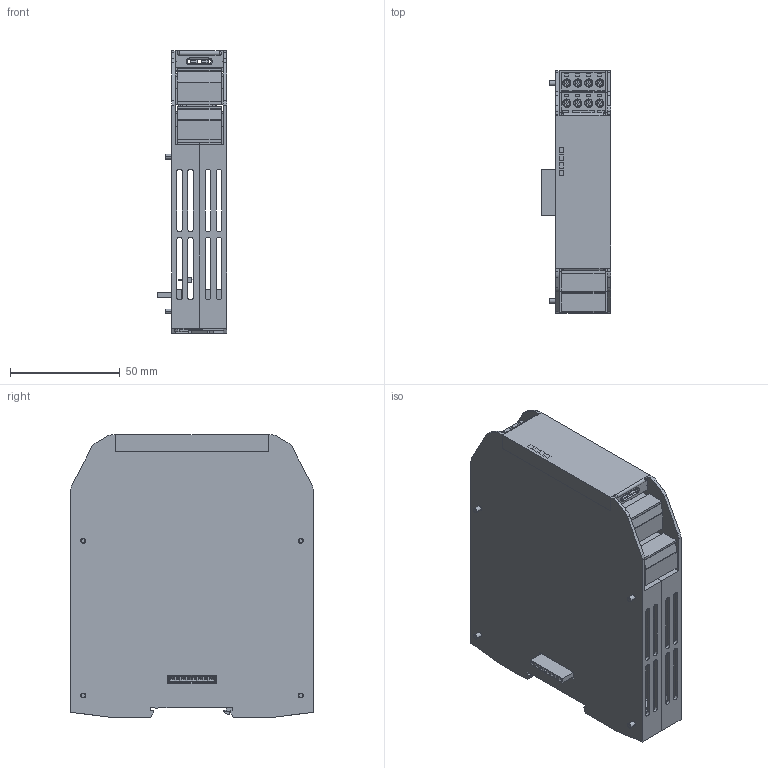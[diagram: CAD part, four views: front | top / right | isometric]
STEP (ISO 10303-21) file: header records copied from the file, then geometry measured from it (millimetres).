
FILE_DESCRIPTION((''),'2;1');
FILE_NAME('174028_ASM','2013-11-20T',('pdmadmin'),(''),'PRO/ENGINEER BY PARAMETRIC TECHNOLOGY CORPORATION, 2013230','PRO/ENGINEER BY PARAMETRIC TECHNOLOGY CORPORATION, 2013230','');
FILE_SCHEMA(('CONFIG_CONTROL_DESIGN'));
Products named in the file (33): 164387; 164388_AF0; 168072_AF0_ASM; 161789; SMDLD2; CONS8SKT_PART_1; CONS8SKT_PART_3; CONS8SKT_PART_2; CONS8SKT_ASM; MICROEDGE20_1; WIRE18; APLUS_HEADER_BODY; APLUS_HEADER_PIN_1; APLUS_HEADER_PIN_2; APLUS_HEADER_PIN_3; APLUS_HEADER_PIN_4; TB4RAL_ASM; CONASP167998_PART_1; CONASP167998_PIN; CONASP167998_PART_2; CONASP167998_ASM; 161789_SIMPLIFIED_AF0_ASM; 164403; 166216; 164397; 164392; 164397_ASM; 166235_ASM; 30393; 162812_AF0; 162812_AF1; 128142; 174028_ASM
Assembly tree (58 placements, depth 4):
  174028_ASM
    168072_AF0_ASM
      164387
      164388_AF0
    161789_SIMPLIFIED_AF0_ASM
      161789
      SMDLD2  x6
      CONS8SKT_ASM
        CONS8SKT_PART_1
        CONS8SKT_PART_3  x8
        CONS8SKT_PART_2
      MICROEDGE20_1  x2
      WIRE18  x2
      TB4RAL_ASM  x2
        APLUS_HEADER_BODY
        APLUS_HEADER_PIN_1
        APLUS_HEADER_PIN_2
        APLUS_HEADER_PIN_3
        APLUS_HEADER_PIN_4
      CONASP167998_ASM
        CONASP167998_PART_1  x2
        CONASP167998_PIN  x8
        CONASP167998_PART_2
    164403  x2
    166216  x2
    166235_ASM
      164397_ASM
        164397
        164392
    30393
    162812_AF0
    162812_AF1
    128142  x2
Bounding box: 31.65 x 110.16 x 128.35 mm (x, y, z)
Volume: 88995.8 mm3; surface area: 127644 mm2
Topology: 73 solids, 89 shells, 5346 faces, 14537 edges, 9438 vertices
Faces by surface type: plane 4423, cylinder 685, cone 166, torus 36, bspline 32, sphere 4
Entity records: 122780 total; most frequent: CARTESIAN_POINT 24340, ORIENTED_EDGE 20754, DIRECTION 19426, EDGE_CURVE 10409, VECTOR 8834, LINE 8834, VERTEX_POINT 6757, AXIS2_PLACEMENT_3D 5296
